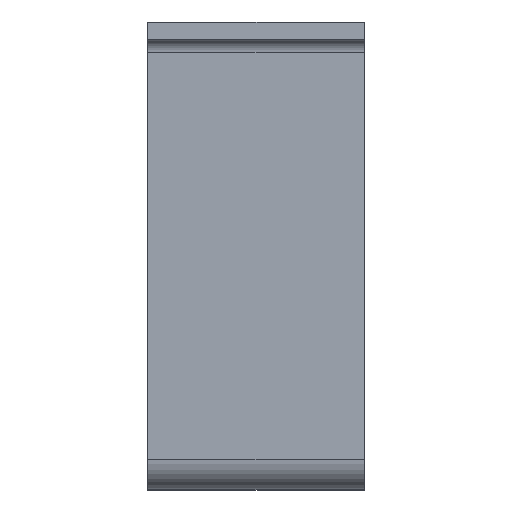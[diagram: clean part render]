
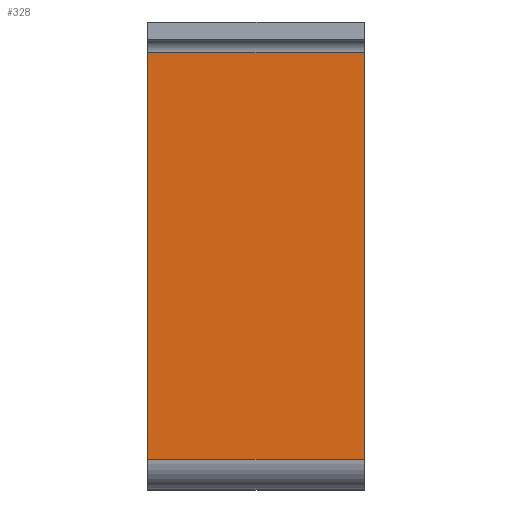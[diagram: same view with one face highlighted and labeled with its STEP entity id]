
A CAD part, top view. The second image highlights one B-rep face of the part: STEP entity #328.
In plain terms, the highlighted planar face has unit normal (0, 0, 1).
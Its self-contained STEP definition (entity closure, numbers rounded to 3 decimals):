
#77 = CARTESIAN_POINT ( 'NONE',  ( -12.5, -23.5, 0. ) ) ;
#107 = FACE_OUTER_BOUND ( 'NONE', #421, .T. ) ;
#113 = CARTESIAN_POINT ( 'NONE',  ( 12.5, -23.5, 0. ) ) ;
#143 = LINE ( 'NONE', #77, #632 ) ;
#146 = DIRECTION ( 'NONE',  ( 0., -1., 0. ) ) ;
#170 = DIRECTION ( 'NONE',  ( 1., 0., 0. ) ) ;
#175 = EDGE_CURVE ( 'NONE', #573, #704, #762, .T. ) ;
#182 = ORIENTED_EDGE ( 'NONE', *, *, #549, .T. ) ;
#212 = LINE ( 'NONE', #709, #325 ) ;
#214 = DIRECTION ( 'NONE',  ( 1., 0., 0. ) ) ;
#259 = CARTESIAN_POINT ( 'NONE',  ( -12.5, 23.5, 0. ) ) ;
#286 = CARTESIAN_POINT ( 'NONE',  ( 0., 0., 0. ) ) ;
#325 = VECTOR ( 'NONE', #146, 1000. ) ;
#328 = ADVANCED_FACE ( 'NONE', ( #107 ), #534, .T. ) ;
#341 = DIRECTION ( 'NONE',  ( 1., 0., 0. ) ) ;
#350 = CARTESIAN_POINT ( 'NONE',  ( -12.5, -23.5, 0. ) ) ;
#352 = DIRECTION ( 'NONE',  ( 0., 0., 1. ) ) ;
#368 = ORIENTED_EDGE ( 'NONE', *, *, #175, .F. ) ;
#387 = CARTESIAN_POINT ( 'NONE',  ( -12.5, 23.5, 0. ) ) ;
#394 = ORIENTED_EDGE ( 'NONE', *, *, #631, .T. ) ;
#417 = DIRECTION ( 'NONE',  ( 0., 1., 0. ) ) ;
#421 = EDGE_LOOP ( 'NONE', ( #804, #182, #394, #368 ) ) ;
#432 = VERTEX_POINT ( 'NONE', #113 ) ;
#534 = PLANE ( 'NONE',  #698 ) ;
#549 = EDGE_CURVE ( 'NONE', #594, #432, #143, .T. ) ;
#573 = VERTEX_POINT ( 'NONE', #387 ) ;
#594 = VERTEX_POINT ( 'NONE', #350 ) ;
#631 = EDGE_CURVE ( 'NONE', #432, #704, #657, .T. ) ;
#632 = VECTOR ( 'NONE', #341, 1000. ) ;
#657 = LINE ( 'NONE', #777, #702 ) ;
#687 = CARTESIAN_POINT ( 'NONE',  ( 12.5, 23.5, 0. ) ) ;
#698 = AXIS2_PLACEMENT_3D ( 'NONE', #286, #352, #170 ) ;
#702 = VECTOR ( 'NONE', #417, 1000. ) ;
#704 = VERTEX_POINT ( 'NONE', #687 ) ;
#709 = CARTESIAN_POINT ( 'NONE',  ( -12.5, -27., 0. ) ) ;
#757 = VECTOR ( 'NONE', #214, 1000. ) ;
#762 = LINE ( 'NONE', #259, #757 ) ;
#777 = CARTESIAN_POINT ( 'NONE',  ( 12.5, -27., 0. ) ) ;
#791 = EDGE_CURVE ( 'NONE', #573, #594, #212, .T. ) ;
#804 = ORIENTED_EDGE ( 'NONE', *, *, #791, .T. ) ;
